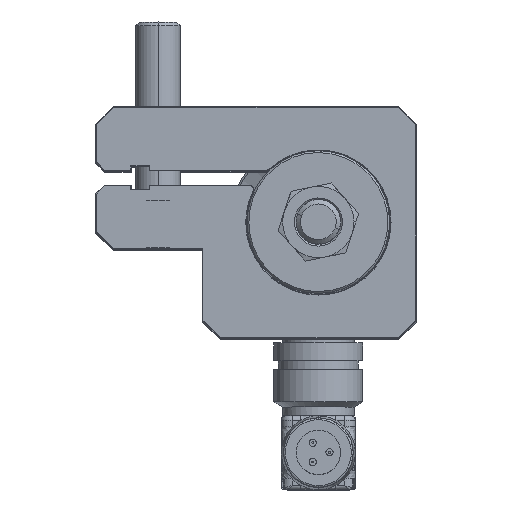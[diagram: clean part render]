
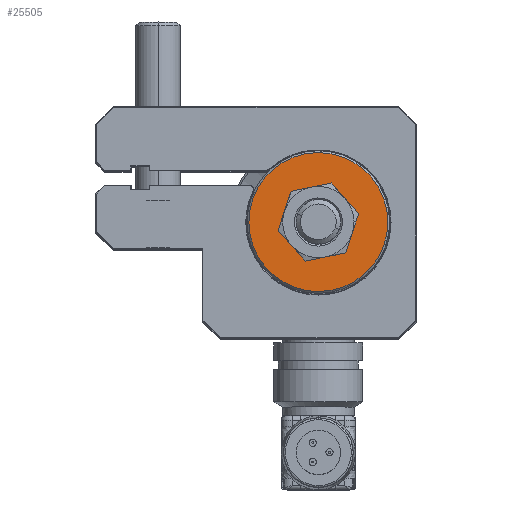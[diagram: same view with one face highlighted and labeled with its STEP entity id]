
A CAD part, top view. The second image highlights one B-rep face of the part: STEP entity #25505.
In plain terms, the highlighted planar face has unit normal (0, 0, 1).
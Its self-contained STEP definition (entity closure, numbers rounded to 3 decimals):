
#5228 = VERTEX_POINT ( 'NONE', #21033 ) ;
#5398 = VERTEX_POINT ( 'NONE', #21100 ) ;
#5400 = EDGE_CURVE ( 'NONE', #5228, #5398, #21055, .T. ) ;
#8337 = CARTESIAN_POINT ( 'NONE',  ( -2.119, 1.752, 1. ) ) ;
#8368 = CARTESIAN_POINT ( 'NONE',  ( 2.119, -1.752, 1. ) ) ;
#8404 = DIRECTION ( 'NONE',  ( 0., 0., -1. ) ) ;
#8406 = AXIS2_PLACEMENT_3D ( 'NONE', #8416, #8404, #8474 ) ;
#8409 = CIRCLE ( 'NONE', #8406, 2.75 ) ;
#8416 = CARTESIAN_POINT ( 'NONE',  ( 0., 0., 1. ) ) ;
#8418 = DIRECTION ( 'NONE',  ( 0.771, -0.637, 0. ) ) ;
#8419 = DIRECTION ( 'NONE',  ( 0., 0., -1. ) ) ;
#8420 = CARTESIAN_POINT ( 'NONE',  ( 0., 0., 1. ) ) ;
#8421 = AXIS2_PLACEMENT_3D ( 'NONE', #8420, #8419, #8418 ) ;
#8422 = CIRCLE ( 'NONE', #8421, 2.75 ) ;
#8474 = DIRECTION ( 'NONE',  ( 0.771, -0.637, 0. ) ) ;
#9464 = CARTESIAN_POINT ( 'NONE',  ( 0., 0., 1. ) ) ;
#9482 = CIRCLE ( 'NONE', #9526, 7.8 ) ;
#9519 = DIRECTION ( 'NONE',  ( 0.771, -0.637, 0. ) ) ;
#9520 = DIRECTION ( 'NONE',  ( 0., 0., 1. ) ) ;
#9526 = AXIS2_PLACEMENT_3D ( 'NONE', #9464, #9520, #9519 ) ;
#9553 = FACE_OUTER_BOUND ( 'NONE', #25509, .T. ) ;
#9574 = PLANE ( 'NONE',  #9576 ) ;
#9575 = FACE_BOUND ( 'NONE', #25600, .T. ) ;
#9576 = AXIS2_PLACEMENT_3D ( 'NONE', #9604, #9603, #9602 ) ;
#9602 = DIRECTION ( 'NONE',  ( 0.771, -0.637, 0. ) ) ;
#9603 = DIRECTION ( 'NONE',  ( 0., 0., 1. ) ) ;
#9604 = CARTESIAN_POINT ( 'NONE',  ( 0., 0., 1. ) ) ;
#21033 = CARTESIAN_POINT ( 'NONE',  ( 6.012, -4.97, 1. ) ) ;
#21055 = CIRCLE ( 'NONE', #21104, 7.8 ) ;
#21094 = DIRECTION ( 'NONE',  ( 0.771, -0.637, 0. ) ) ;
#21095 = DIRECTION ( 'NONE',  ( 0., 0., 1. ) ) ;
#21096 = CARTESIAN_POINT ( 'NONE',  ( 0., 0., 1. ) ) ;
#21100 = CARTESIAN_POINT ( 'NONE',  ( -6.012, 4.97, 1. ) ) ;
#21104 = AXIS2_PLACEMENT_3D ( 'NONE', #21096, #21095, #21094 ) ;
#25076 = VERTEX_POINT ( 'NONE', #8337 ) ;
#25085 = VERTEX_POINT ( 'NONE', #8368 ) ;
#25106 = EDGE_CURVE ( 'NONE', #25085, #25076, #8422, .T. ) ;
#25112 = ORIENTED_EDGE ( 'NONE', *, *, #25129, .T. ) ;
#25129 = EDGE_CURVE ( 'NONE', #25076, #25085, #8409, .T. ) ;
#25471 = EDGE_CURVE ( 'NONE', #5398, #5228, #9482, .T. ) ;
#25505 = ADVANCED_FACE ( 'NONE', ( #9553, #9575 ), #9574, .T. ) ;
#25509 = EDGE_LOOP ( 'NONE', ( #25539, #25616 ) ) ;
#25524 = ORIENTED_EDGE ( 'NONE', *, *, #25106, .T. ) ;
#25539 = ORIENTED_EDGE ( 'NONE', *, *, #25471, .T. ) ;
#25600 = EDGE_LOOP ( 'NONE', ( #25524, #25112 ) ) ;
#25616 = ORIENTED_EDGE ( 'NONE', *, *, #5400, .T. ) ;
